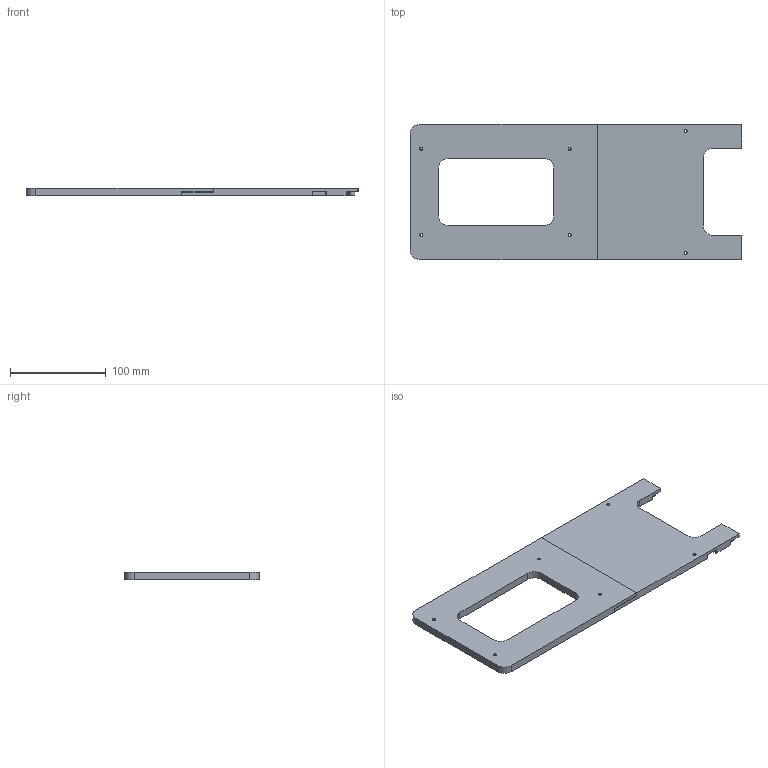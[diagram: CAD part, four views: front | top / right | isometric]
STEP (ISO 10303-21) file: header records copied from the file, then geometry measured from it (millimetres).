
FILE_DESCRIPTION(/* description */ (''),/* implementation_level */ '2;1');
FILE_NAME(/* name */ 'Awesome Spooler Mount.step',/* time_stamp */ '2023-10-30T18:21:02-05:00',/* author */ (''),/* organization */ (''),/* preprocessor_version */ 'ST-DEVELOPER v20',/* originating_system */ 'Autodesk Translation Framework v12.14.0.127',/* authorisation */ '');
FILE_SCHEMA (('AUTOMOTIVE_DESIGN { 1 0 10303 214 3 1 1 }'));
Length unit declared in the file: millimetre
Products named in the file (1): SpoolerFrame
Bounding box: 346.48 x 141 x 8 mm (x, y, z)
Volume: 290472.2 mm3; surface area: 96707 mm2
Topology: 2 solids, 2 shells, 110 faces, 312 edges, 206 vertices
Faces by surface type: plane 58, cylinder 46, cone 6
Full cylindrical faces by diameter (mm): 2.9 x8
Entity records: 3654 total; most frequent: DIRECTION 632, CARTESIAN_POINT 629, ORIENTED_EDGE 624, EDGE_CURVE 312, LINE 214, VECTOR 214, AXIS2_PLACEMENT_3D 209, VERTEX_POINT 206
